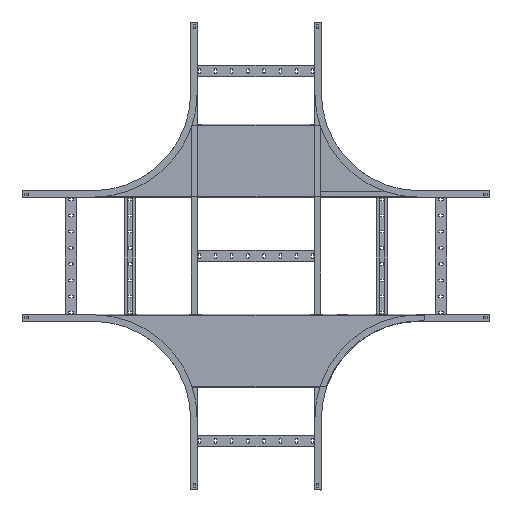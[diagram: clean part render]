
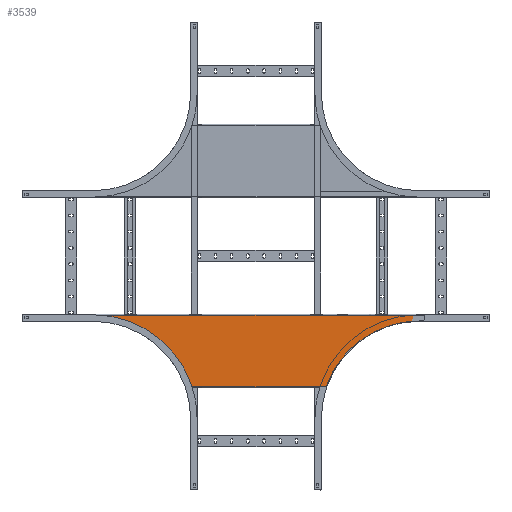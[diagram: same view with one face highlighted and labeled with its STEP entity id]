
A CAD part, top view. The second image highlights one B-rep face of the part: STEP entity #3539.
In plain terms, the highlighted face is planar.
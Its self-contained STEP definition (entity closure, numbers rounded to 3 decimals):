
#68 = CARTESIAN_POINT ( 'NONE',  ( -687., -1.2, -393.2 ) ) ;
#124 = VECTOR ( 'NONE', #5753, 1000. ) ;
#245 = LINE ( 'NONE', #1143, #1610 ) ;
#267 = CARTESIAN_POINT ( 'NONE',  ( -499.538, -1.2, -73.2 ) ) ;
#379 = DIRECTION ( 'NONE',  ( 0., 0., 1. ) ) ;
#448 = CARTESIAN_POINT ( 'NONE',  ( 499.538, -1.2, -73.2 ) ) ;
#520 = VERTEX_POINT ( 'NONE', #3356 ) ;
#554 = CARTESIAN_POINT ( 'NONE',  ( 515.4, -1.2, -395.4 ) ) ;
#564 = EDGE_CURVE ( 'NONE', #7683, #5711, #7577, .T. ) ;
#574 = EDGE_CURVE ( 'NONE', #7749, #6159, #1998, .T. ) ;
#597 = VERTEX_POINT ( 'NONE', #6790 ) ;
#645 = DIRECTION ( 'NONE',  ( 0., 0., 1. ) ) ;
#670 = DIRECTION ( 'NONE',  ( 0., 0., -1. ) ) ;
#676 = VERTEX_POINT ( 'NONE', #1652 ) ;
#808 = CARTESIAN_POINT ( 'NONE',  ( -560., -1.2, -173.2 ) ) ;
#1037 = AXIS2_PLACEMENT_3D ( 'NONE', #2850, #3867, #8115 ) ;
#1106 = DIRECTION ( 'NONE',  ( 0., -1., 0. ) ) ;
#1143 = CARTESIAN_POINT ( 'NONE',  ( -499.538, -1.2, -375. ) ) ;
#1276 = AXIS2_PLACEMENT_3D ( 'NONE', #448, #7191, #670 ) ;
#1290 = DIRECTION ( 'NONE',  ( 0., 0., -1. ) ) ;
#1370 = VECTOR ( 'NONE', #1290, 1000. ) ;
#1477 = AXIS2_PLACEMENT_3D ( 'NONE', #267, #2494, #3138 ) ;
#1481 = LINE ( 'NONE', #68, #6821 ) ;
#1539 = EDGE_CURVE ( 'NONE', #1625, #520, #3896, .T. ) ;
#1570 = DIRECTION ( 'NONE',  ( -1., 0., 0. ) ) ;
#1610 = VECTOR ( 'NONE', #6399, 1000. ) ;
#1625 = VERTEX_POINT ( 'NONE', #8256 ) ;
#1652 = CARTESIAN_POINT ( 'NONE',  ( -515.4, -1.2, -393.2 ) ) ;
#1693 = ORIENTED_EDGE ( 'NONE', *, *, #8828, .F. ) ;
#1721 = EDGE_LOOP ( 'NONE', ( #1693, #4613, #3302, #6022, #4135, #2459, #7964, #8255, #5714, #4717 ) ) ;
#1998 = CIRCLE ( 'NONE', #7684, 5. ) ;
#2171 = VERTEX_POINT ( 'NONE', #4862 ) ;
#2459 = ORIENTED_EDGE ( 'NONE', *, *, #6469, .F. ) ;
#2494 = DIRECTION ( 'NONE',  ( 0., 1., 0. ) ) ;
#2496 = CARTESIAN_POINT ( 'NONE',  ( 510.4, -1.2, -375. ) ) ;
#2681 = CARTESIAN_POINT ( 'NONE',  ( -510.4, -1.2, -375. ) ) ;
#2722 = LINE ( 'NONE', #808, #3871 ) ;
#2850 = CARTESIAN_POINT ( 'NONE',  ( 510.4, -1.2, -380. ) ) ;
#3138 = DIRECTION ( 'NONE',  ( 0., 0., 1. ) ) ;
#3302 = ORIENTED_EDGE ( 'NONE', *, *, #8914, .F. ) ;
#3329 = CARTESIAN_POINT ( 'NONE',  ( 515.4, -1.2, -380. ) ) ;
#3335 = EDGE_CURVE ( 'NONE', #1625, #6019, #2722, .T. ) ;
#3356 = CARTESIAN_POINT ( 'NONE',  ( 499.538, -1.2, -375. ) ) ;
#3505 = LINE ( 'NONE', #554, #1370 ) ;
#3539 = ADVANCED_FACE ( 'NONE', ( #6953 ), #7576, .F. ) ;
#3686 = EDGE_CURVE ( 'NONE', #7749, #2171, #245, .T. ) ;
#3867 = DIRECTION ( 'NONE',  ( 0., -1., 0. ) ) ;
#3871 = VECTOR ( 'NONE', #1570, 1000. ) ;
#3896 = CIRCLE ( 'NONE', #1276, 301.8 ) ;
#4135 = ORIENTED_EDGE ( 'NONE', *, *, #3335, .T. ) ;
#4266 = CARTESIAN_POINT ( 'NONE',  ( -510.4, -1.2, -380. ) ) ;
#4431 = CARTESIAN_POINT ( 'NONE',  ( -515.4, -1.2, -380. ) ) ;
#4567 = DIRECTION ( 'NONE',  ( 0., 0., 1. ) ) ;
#4568 = EDGE_CURVE ( 'NONE', #597, #676, #1481, .T. ) ;
#4613 = ORIENTED_EDGE ( 'NONE', *, *, #564, .T. ) ;
#4710 = CARTESIAN_POINT ( 'NONE',  ( -499.538, -1.2, -73.2 ) ) ;
#4713 = CIRCLE ( 'NONE', #6607, 301.8 ) ;
#4717 = ORIENTED_EDGE ( 'NONE', *, *, #4568, .F. ) ;
#4862 = CARTESIAN_POINT ( 'NONE',  ( -499.538, -1.2, -375. ) ) ;
#5030 = EDGE_CURVE ( 'NONE', #676, #6159, #6476, .T. ) ;
#5711 = VERTEX_POINT ( 'NONE', #2496 ) ;
#5714 = ORIENTED_EDGE ( 'NONE', *, *, #5030, .F. ) ;
#5748 = CARTESIAN_POINT ( 'NONE',  ( -214.787, -1.2, -173.2 ) ) ;
#5753 = DIRECTION ( 'NONE',  ( 1., 0., 0. ) ) ;
#6019 = VERTEX_POINT ( 'NONE', #5748 ) ;
#6022 = ORIENTED_EDGE ( 'NONE', *, *, #1539, .F. ) ;
#6159 = VERTEX_POINT ( 'NONE', #4431 ) ;
#6246 = VECTOR ( 'NONE', #645, 1000. ) ;
#6399 = DIRECTION ( 'NONE',  ( 1., 0., 0. ) ) ;
#6469 = EDGE_CURVE ( 'NONE', #2171, #6019, #4713, .T. ) ;
#6476 = LINE ( 'NONE', #9333, #6246 ) ;
#6607 = AXIS2_PLACEMENT_3D ( 'NONE', #4710, #1106, #379 ) ;
#6790 = CARTESIAN_POINT ( 'NONE',  ( 515.4, -1.2, -393.2 ) ) ;
#6821 = VECTOR ( 'NONE', #8094, 1000. ) ;
#6953 = FACE_OUTER_BOUND ( 'NONE', #1721, .T. ) ;
#7191 = DIRECTION ( 'NONE',  ( 0., -1., 0. ) ) ;
#7576 = PLANE ( 'NONE',  #1477 ) ;
#7577 = CIRCLE ( 'NONE', #1037, 5. ) ;
#7683 = VERTEX_POINT ( 'NONE', #3329 ) ;
#7684 = AXIS2_PLACEMENT_3D ( 'NONE', #4266, #9353, #4567 ) ;
#7749 = VERTEX_POINT ( 'NONE', #2681 ) ;
#7938 = CARTESIAN_POINT ( 'NONE',  ( 499.538, -1.2, -375. ) ) ;
#7964 = ORIENTED_EDGE ( 'NONE', *, *, #3686, .F. ) ;
#8094 = DIRECTION ( 'NONE',  ( -1., 0., 0. ) ) ;
#8115 = DIRECTION ( 'NONE',  ( 0., 0., 1. ) ) ;
#8255 = ORIENTED_EDGE ( 'NONE', *, *, #574, .T. ) ;
#8256 = CARTESIAN_POINT ( 'NONE',  ( 214.787, -1.2, -173.2 ) ) ;
#8752 = LINE ( 'NONE', #7938, #124 ) ;
#8828 = EDGE_CURVE ( 'NONE', #7683, #597, #3505, .T. ) ;
#8914 = EDGE_CURVE ( 'NONE', #520, #5711, #8752, .T. ) ;
#9333 = CARTESIAN_POINT ( 'NONE',  ( -515.4, -1.2, -395.4 ) ) ;
#9353 = DIRECTION ( 'NONE',  ( 0., -1., 0. ) ) ;
